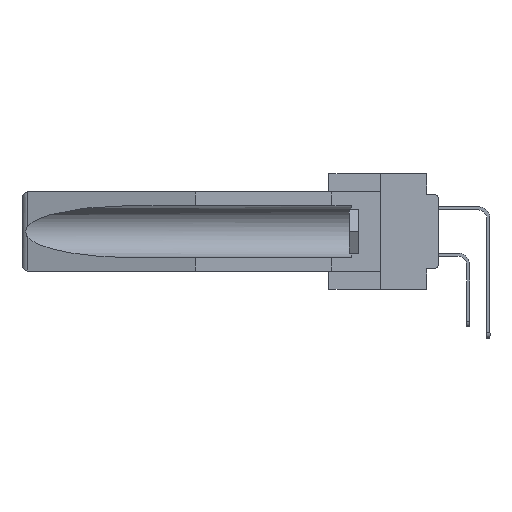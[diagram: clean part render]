
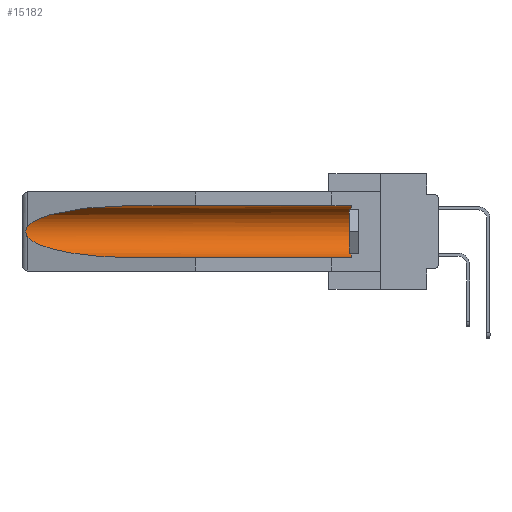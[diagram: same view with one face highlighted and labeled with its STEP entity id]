
A CAD part, left-side view. The second image highlights one B-rep face of the part: STEP entity #15182.
In plain terms, the highlighted cylindrical face has radius 2.857 mm (diameter 5.715 mm), a partial arc.
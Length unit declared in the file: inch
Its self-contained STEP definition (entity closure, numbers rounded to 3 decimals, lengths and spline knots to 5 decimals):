
#706 = DIRECTION ( 'NONE',  ( 0., 1., 0. ) ) ;
#979 = VERTEX_POINT ( 'NONE', #9684 ) ;
#1036 = AXIS2_PLACEMENT_3D ( 'NONE', #27468, #26842, #3094 ) ;
#1679 = CARTESIAN_POINT ( 'NONE',  ( 0.155, -0.30754, -0.059 ) ) ;
#1757 = CARTESIAN_POINT ( 'NONE',  ( 0.26597, 1.5296, -0.19026 ) ) ;
#2255 = CARTESIAN_POINT ( 'NONE',  ( 0.21114, 1.30732, -0.284 ) ) ;
#3094 = DIRECTION ( 'NONE',  ( 0., 0., 1. ) ) ;
#3686 = VERTEX_POINT ( 'NONE', #6730 ) ;
#4135 = CARTESIAN_POINT ( 'NONE',  ( 0.2675, 1.53308, -0.16763 ) ) ;
#5460 = CARTESIAN_POINT ( 'NONE',  ( 0.155, -0.30754, -0.1715 ) ) ;
#6730 = CARTESIAN_POINT ( 'NONE',  ( 0.155, 1.07973, -0.059 ) ) ;
#6978 = EDGE_CURVE ( 'NONE', #979, #3686, #16116, .T. ) ;
#7843 = AXIS2_PLACEMENT_3D ( 'NONE', #5460, #706, #17668 ) ;
#9148 = VECTOR ( 'NONE', #9293, 39.37008 ) ;
#9293 = DIRECTION ( 'NONE',  ( 0., 1., 0. ) ) ;
#9641 = ORIENTED_EDGE ( 'NONE', *, *, #28701, .T. ) ;
#9684 = CARTESIAN_POINT ( 'NONE',  ( 0.155, 0.126, -0.059 ) ) ;
#10201 =( BOUNDED_CURVE ( )  B_SPLINE_CURVE ( 3, ( #24575, #19821, #2255, #14937 ),
 .UNSPECIFIED., .F., .F. ) 
 B_SPLINE_CURVE_WITH_KNOTS ( ( 4, 4 ),
 ( 0.1948, 1.5708 ),
 .UNSPECIFIED. ) 
 CURVE ( )  GEOMETRIC_REPRESENTATION_ITEM ( )  RATIONAL_B_SPLINE_CURVE ( ( 1., 0.848, 0.848, 1. ) ) 
 REPRESENTATION_ITEM ( '' )  );
#10390 =( BOUNDED_CURVE ( )  B_SPLINE_CURVE ( 3, ( #17640, #17790, #15736, #23154 ),
 .UNSPECIFIED., .F., .F. ) 
 B_SPLINE_CURVE_WITH_KNOTS ( ( 4, 4 ),
 ( 4.71239, 6.08839 ),
 .UNSPECIFIED. ) 
 CURVE ( )  GEOMETRIC_REPRESENTATION_ITEM ( )  RATIONAL_B_SPLINE_CURVE ( ( 1., 0.848, 0.848, 1. ) ) 
 REPRESENTATION_ITEM ( '' )  );
#10843 = CARTESIAN_POINT ( 'NONE',  ( 0.26537, 1.52718, -0.19328 ) ) ;
#11102 = CARTESIAN_POINT ( 'NONE',  ( 0.155, -0.30754, -0.284 ) ) ;
#11354 = DIRECTION ( 'NONE',  ( 0., 1., 0. ) ) ;
#11444 = CARTESIAN_POINT ( 'NONE',  ( 0.26537, 1.52718, -0.19328 ) ) ;
#12608 = CYLINDRICAL_SURFACE ( 'NONE', #7843, 0.1125 ) ;
#12930 = FACE_OUTER_BOUND ( 'NONE', #22300, .T. ) ;
#13668 = CARTESIAN_POINT ( 'NONE',  ( 0.26537, 1.52718, -0.14972 ) ) ;
#14347 = ORIENTED_EDGE ( 'NONE', *, *, #19838, .T. ) ;
#14901 = VERTEX_POINT ( 'NONE', #16271 ) ;
#14937 = CARTESIAN_POINT ( 'NONE',  ( 0.155, 1.07973, -0.284 ) ) ;
#15182 = ADVANCED_FACE ( 'NONE', ( #12930 ), #12608, .F. ) ;
#15736 = CARTESIAN_POINT ( 'NONE',  ( 0.25451, 1.48313, -0.09465 ) ) ;
#16116 = LINE ( 'NONE', #1679, #23527 ) ;
#16192 = CARTESIAN_POINT ( 'NONE',  ( 0.26597, 1.52961, -0.15275 ) ) ;
#16271 = CARTESIAN_POINT ( 'NONE',  ( 0.155, 0.126, -0.284 ) ) ;
#16911 = ORIENTED_EDGE ( 'NONE', *, *, #28582, .F. ) ;
#17033 = EDGE_CURVE ( 'NONE', #3686, #25603, #10390, .T. ) ;
#17640 = CARTESIAN_POINT ( 'NONE',  ( 0.155, 1.07973, -0.059 ) ) ;
#17668 = DIRECTION ( 'NONE',  ( 0., 0., 1. ) ) ;
#17790 = CARTESIAN_POINT ( 'NONE',  ( 0.21114, 1.30732, -0.059 ) ) ;
#17854 = VERTEX_POINT ( 'NONE', #10843 ) ;
#18383 = B_SPLINE_CURVE_WITH_KNOTS ( 'NONE', 3,
 ( #13668, #16192, #21077, #20767, #4135, #27885, #28508, #23451, #1757, #11444 ),
 .UNSPECIFIED., .F., .F.,
 ( 4, 2, 2, 2, 4 ),
 ( 0., 0.00029, 0.00058, 0.00087, 0.00117 ),
 .UNSPECIFIED. ) ;
#19544 = EDGE_CURVE ( 'NONE', #17854, #23667, #10201, .T. ) ;
#19821 = CARTESIAN_POINT ( 'NONE',  ( 0.25451, 1.48313, -0.24835 ) ) ;
#19838 = EDGE_CURVE ( 'NONE', #25603, #17854, #18383, .T. ) ;
#20767 = CARTESIAN_POINT ( 'NONE',  ( 0.2673, 1.5327, -0.16383 ) ) ;
#21077 = CARTESIAN_POINT ( 'NONE',  ( 0.26654, 1.53092, -0.15636 ) ) ;
#21312 = LINE ( 'NONE', #11102, #9148 ) ;
#22300 = EDGE_LOOP ( 'NONE', ( #24094, #14347, #23612, #16911, #9641, #26460 ) ) ;
#23154 = CARTESIAN_POINT ( 'NONE',  ( 0.26537, 1.52718, -0.14972 ) ) ;
#23451 = CARTESIAN_POINT ( 'NONE',  ( 0.26655, 1.53094, -0.18657 ) ) ;
#23527 = VECTOR ( 'NONE', #11354, 39.37008 ) ;
#23612 = ORIENTED_EDGE ( 'NONE', *, *, #19544, .T. ) ;
#23667 = VERTEX_POINT ( 'NONE', #30435 ) ;
#23717 = CARTESIAN_POINT ( 'NONE',  ( 0.26537, 1.52718, -0.14972 ) ) ;
#24094 = ORIENTED_EDGE ( 'NONE', *, *, #17033, .T. ) ;
#24575 = CARTESIAN_POINT ( 'NONE',  ( 0.26537, 1.52718, -0.19328 ) ) ;
#25603 = VERTEX_POINT ( 'NONE', #23717 ) ;
#26460 = ORIENTED_EDGE ( 'NONE', *, *, #6978, .T. ) ;
#26842 = DIRECTION ( 'NONE',  ( 0., -1., 0. ) ) ;
#27468 = CARTESIAN_POINT ( 'NONE',  ( 0.155, 0.126, -0.1715 ) ) ;
#27885 = CARTESIAN_POINT ( 'NONE',  ( 0.2675, 1.53308, -0.17534 ) ) ;
#28346 = CIRCLE ( 'NONE', #1036, 0.1125 ) ;
#28508 = CARTESIAN_POINT ( 'NONE',  ( 0.2673, 1.53269, -0.17917 ) ) ;
#28582 = EDGE_CURVE ( 'NONE', #14901, #23667, #21312, .T. ) ;
#28701 = EDGE_CURVE ( 'NONE', #14901, #979, #28346, .T. ) ;
#30435 = CARTESIAN_POINT ( 'NONE',  ( 0.155, 1.07973, -0.284 ) ) ;
